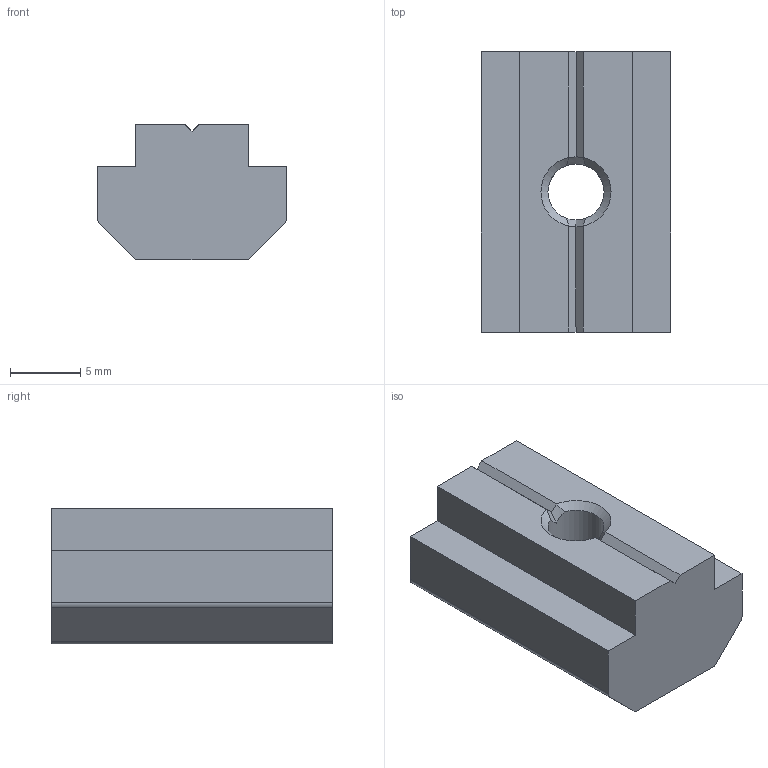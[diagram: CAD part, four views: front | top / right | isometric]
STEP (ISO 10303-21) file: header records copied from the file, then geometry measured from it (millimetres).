
FILE_DESCRIPTION(/* description */ (''),/* implementation_level */ '2;1');
FILE_NAME(/* name */ 'M5L-0.stp',/* time_stamp */ '2025-05-16T15:34:57-04:00',/* author */ ('jmurphy'),/* organization */ (''),/* preprocessor_version */ 'ST-DEVELOPER v18.1',/* originating_system */ 'AutoCAD Mechanical',/* authorisation */ '');
FILE_SCHEMA (('AUTOMOTIVE_DESIGN { 1 0 10303 214 3 1 1 }'));
Length unit declared in the file: millimetre
Products named in the file (1): Product
Bounding box: 13.5 x 20 x 9.7 mm (x, y, z)
Volume: 2007.9 mm3; surface area: 1171.2 mm2
Topology: 1 solids, 1 shells, 29 faces, 81 edges, 53 vertices
Faces by surface type: plane 17, cylinder 5, bspline 4, cone 3
Full cylindrical faces by diameter (mm): 4 x1
Entity records: 1077 total; most frequent: CARTESIAN_POINT 340, ORIENTED_EDGE 162, DIRECTION 130, EDGE_CURVE 81, VERTEX_POINT 53, LINE 48, VECTOR 48, AXIS2_PLACEMENT_3D 41
